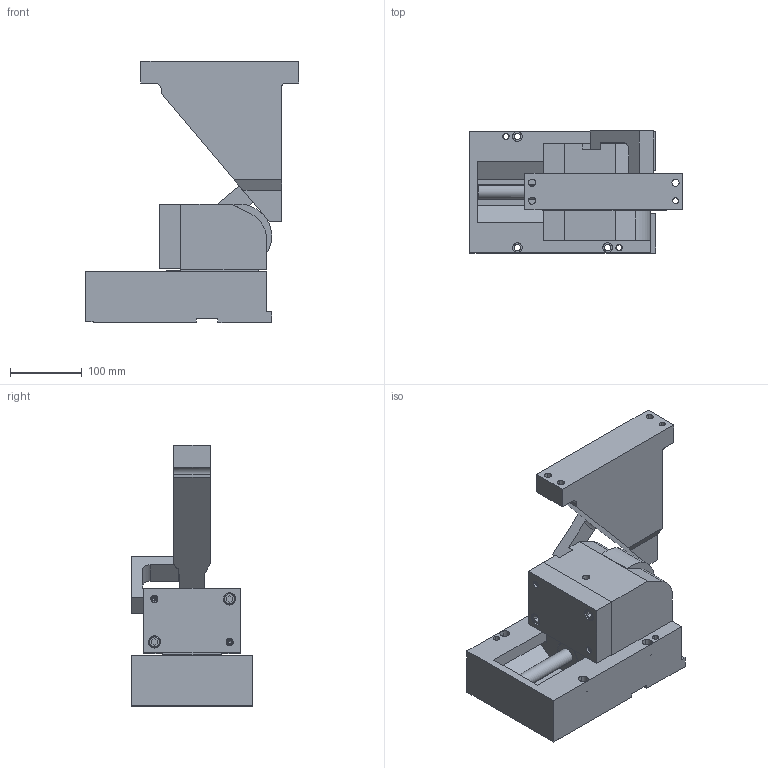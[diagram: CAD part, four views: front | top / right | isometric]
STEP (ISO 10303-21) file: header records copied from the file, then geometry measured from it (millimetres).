
FILE_DESCRIPTION(('CATIA V5 STEP Exchange'),'2;1');
FILE_NAME('CRCN_15000_100_ACCESSORIES.stp','2015-09-08T08:40:44+00:00',('none'),('none'),'CATIA Version 5 Release 20 GA (IN-10)','CATIA V5 STEP AP203','none');
FILE_SCHEMA(('CONFIG_CONTROL_DESIGN'));
Length unit declared in the file: millimetre
Products named in the file (1): CRCN_15000_100_ACCESSORIES
Assembly tree (3 placements, depth 2):
  CRCN_15000_100_ACCESSORIES
    #58
    #10094
    #11158
Bounding box: 297.63 x 170 x 364 mm (x, y, z)
Volume: 5613406.8 mm3; surface area: 513736.3 mm2
Topology: 6 solids, 23 shells, 424 faces, 1025 edges, 652 vertices
Faces by surface type: plane 205, cylinder 148, cone 60, torus 7, sphere 4
Entity records: 11751 total; most frequent: CARTESIAN_POINT 2389, ORIENTED_EDGE 1998, DIRECTION 1586, EDGE_CURVE 999, AXIS2_PLACEMENT_3D 671, VERTEX_POINT 652, VECTOR 599, LINE 599
